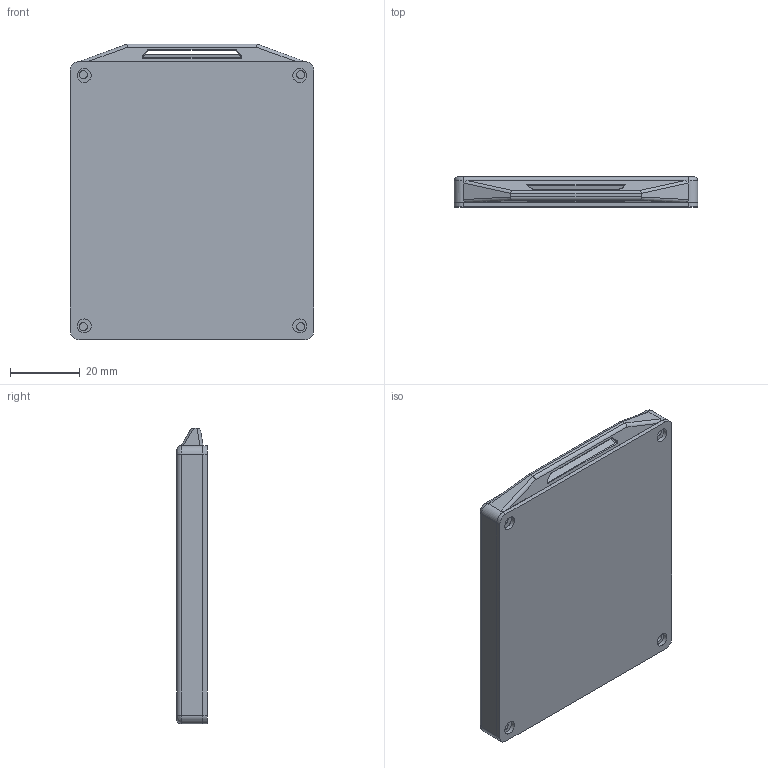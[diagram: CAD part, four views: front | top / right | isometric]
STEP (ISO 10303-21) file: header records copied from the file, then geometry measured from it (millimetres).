
FILE_DESCRIPTION(/* description */ (''),/* implementation_level */ '2;1');
FILE_NAME(/* name */ 'Hygieia batch v26.step',/* time_stamp */ '2020-02-24T08:56:05+05:00',/* author */ (''),/* organization */ (''),/* preprocessor_version */ 'ST-DEVELOPER v18',/* originating_system */ 'Autodesk Translation Framework v8.12.0.6',/* authorisation */ '');
FILE_SCHEMA (('AUTOMOTIVE_DESIGN { 1 0 10303 214 3 1 1 }'));
Length unit declared in the file: millimetre
Products named in the file (2): Hygieia batch; Hygieia batch 2
Assembly tree (1 placements, depth 2):
  Hygieia batch
    Hygieia batch 2
Bounding box: 70 x 8.75 x 85 mm (x, y, z)
Volume: 24165 mm3; surface area: 30914.9 mm2
Topology: 2 solids, 2 shells, 227 faces, 558 edges, 360 vertices
Faces by surface type: plane 157, cylinder 58, bspline 12
Full cylindrical faces by diameter (mm): 2.3 x4, 4 x4, 13.5 x1
Entity records: 7086 total; most frequent: CARTESIAN_POINT 1535, ORIENTED_EDGE 1132, DIRECTION 1116, EDGE_CURVE 566, LINE 428, VECTOR 428, VERTEX_POINT 360, AXIS2_PLACEMENT_3D 344
